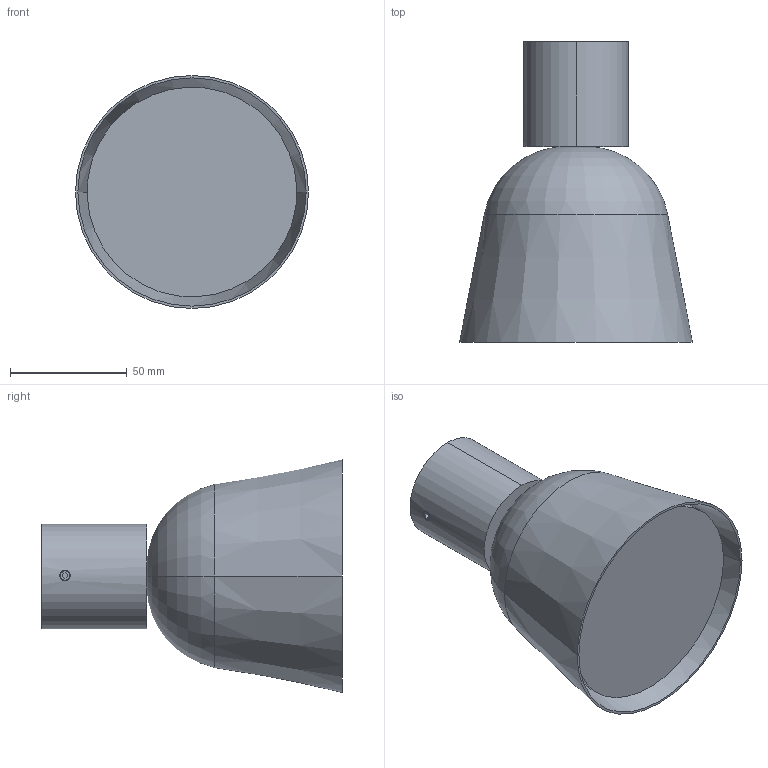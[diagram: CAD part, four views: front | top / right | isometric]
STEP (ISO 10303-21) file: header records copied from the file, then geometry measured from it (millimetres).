
FILE_DESCRIPTION (( 'STEP AP214' ), '1' );
FILE_NAME ('LIGHTO C PE.STEP', '2021-04-29T15:59:39', ( 'Josep Sancho' ), ( '' ), 'SwSTEP 2.0', 'SolidWorks 2013', '' );
FILE_SCHEMA (( 'AUTOMOTIVE_DESIGN' ));
Length unit declared in the file: millimetre
Products named in the file (8): REMACHE HEMBRA M4 CABEZA REDUCIDA CIEGO; SOPORTE PE; 021900500000 - ESPARRAGO DIN913 M4X12MM ACERO 12.9; TUBO DW PE; CONJUNTO FUENTE DE LUZ LIGHTO.... DIAM.100; 067605400140 - DIFUSOR PMMA DIAM.90X3MM HIELO MATE 1 CARA; 060704300000 - REPULSADO FE DIAM.100X84MM; LIGHTO C PE
Assembly tree (9 placements, depth 3):
  LIGHTO C PE
    CONJUNTO FUENTE DE LUZ LIGHTO.... DIAM.100
      060704300000 - REPULSADO FE DIAM.100X84MM
      067605400140 - DIFUSOR PMMA DIAM.90X3MM HIELO MATE 1 CARA
    TUBO DW PE
    021900500000 - ESPARRAGO DIN913 M4X12MM ACERO 12.9  x2
    SOPORTE PE
    REMACHE HEMBRA M4 CABEZA REDUCIDA CIEGO  x2
Bounding box: 100 x 129 x 100 mm (x, y, z)
Volume: 59923 mm3; surface area: 79959.1 mm2
Topology: 8 solids, 8 shells, 162 faces, 366 edges, 232 vertices
Faces by surface type: plane 78, cylinder 60, cone 12, torus 12
Entity records: 4190 total; most frequent: CARTESIAN_POINT 839, DIRECTION 678, ORIENTED_EDGE 588, EDGE_CURVE 294, AXIS2_PLACEMENT_3D 253, VERTEX_POINT 186, VECTOR 172, LINE 172
